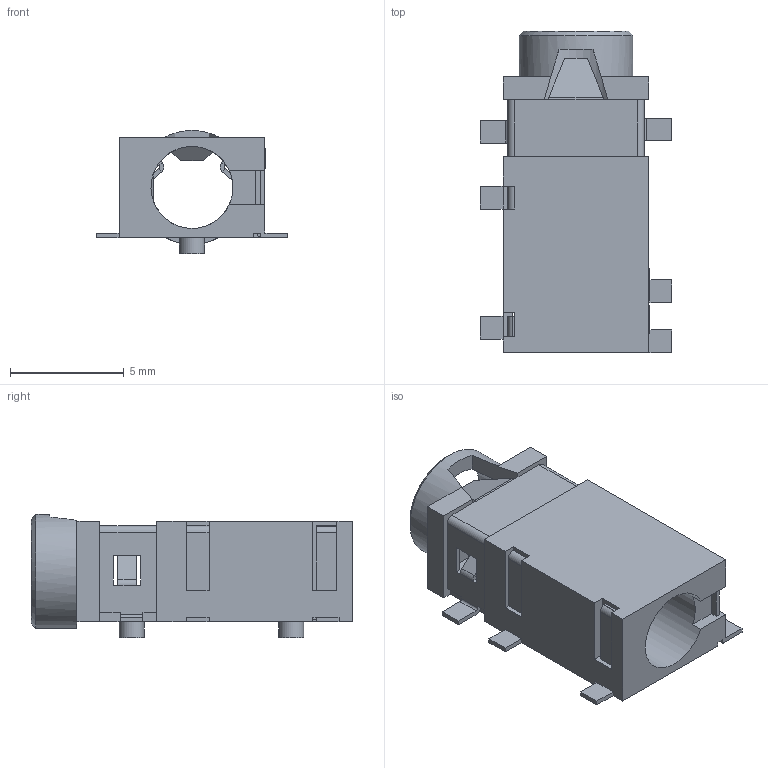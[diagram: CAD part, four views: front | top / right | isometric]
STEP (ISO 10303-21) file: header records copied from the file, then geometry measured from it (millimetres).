
FILE_DESCRIPTION(/* description */ ('STEP AP214'),/* implementation_level */ '2;1');
FILE_NAME(/* name */ 'PJ-342.step',/* time_stamp */ '2024-10-08T19:36:05+08:00',/* author */ (''),/* organization */ (''),/* preprocessor_version */ 'ST-DEVELOPER v20',/* originating_system */ 'Autodesk Translation Framework v13.20.0.188',/* authorisation */ '');
FILE_SCHEMA (('AUTOMOTIVE_DESIGN { 1 0 10303 214 3 1 1 }'));
Length unit declared in the file: millimetre
Products named in the file (1): AUDIO-SMD_PJ-342
Bounding box: 8.4 x 14.1 x 5.4 mm (x, y, z)
Volume: 205.2 mm3; surface area: 570.6 mm2
Topology: 1 solids, 1 shells, 482 faces, 1309 edges, 853 vertices
Faces by surface type: plane 337, bspline 114, cylinder 29, cone 2
Full cylindrical faces by diameter (mm): 1.1 x2, 3.6 x1, 5 x1
Entity records: 16752 total; most frequent: CARTESIAN_POINT 4519, ORIENTED_EDGE 2618, DIRECTION 2063, EDGE_CURVE 1309, LINE 1005, VECTOR 1005, VERTEX_POINT 853, AXIS2_PLACEMENT_3D 529
